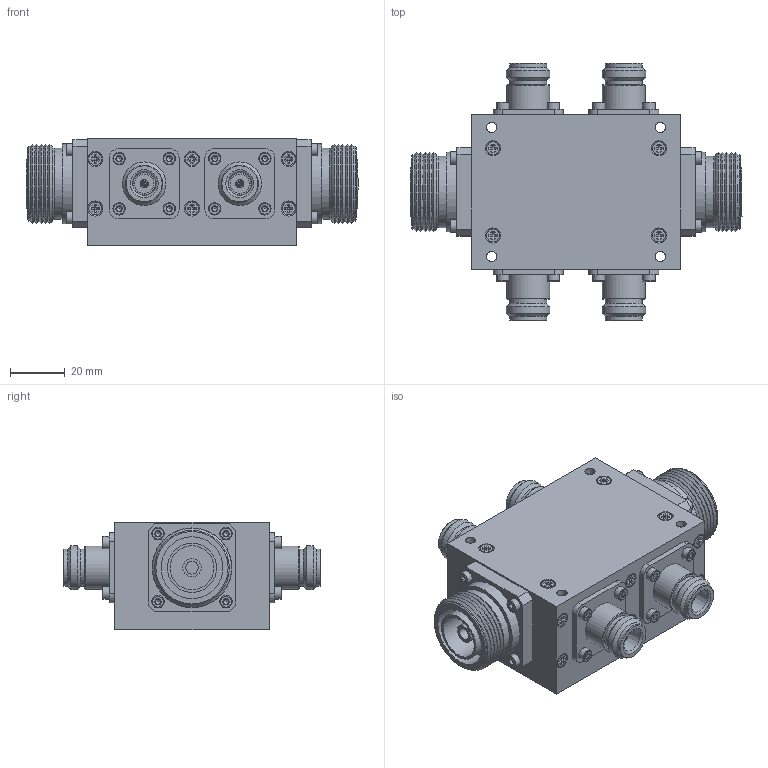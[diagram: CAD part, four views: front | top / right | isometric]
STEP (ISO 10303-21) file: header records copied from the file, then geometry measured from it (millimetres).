
FILE_DESCRIPTION(/* description */ ('Unknown'),/* implementation_level */ '2;1');
FILE_NAME(/* name */ 'DETI_MICROWAVE_DUAL_DIRECTIONAL_COUPLER_800210_STEP',/* time_stamp */ '2021-06-17T16:39:00+02:00',/* author */ ('ALG'),/* organization */ ('DETI'),/* preprocessor_version */ 'ST-DEVELOPER v16.7',/* originating_system */ 'Solid Edge',/* authorisation */ 'Unknown');
FILE_SCHEMA (('AUTOMOTIVE_DESIGN {1 0 10303 214 3 1 1}'));
Length unit declared in the file: millimetre
Products named in the file (1): 800210 1501A2
Bounding box: 120.8 x 93.7 x 39 mm (x, y, z)
Volume: 174450.8 mm3; surface area: 54292.7 mm2
Topology: 3 solids, 86 shells, 1722 faces, 4271 edges, 2791 vertices
Faces by surface type: plane 986, cone 342, cylinder 290, torus 104
Full cylindrical faces by diameter (mm): 1.221 x12, 1.415 x2, 1.6 x2, 2.013 x40, 2.4 x4, 2.5 x40, 2.7 x16, 3 x4, 3.03 x8, 3.3 x16, 3.5 x8, 3.7 x4, 4.5 x24, 4.6 x2, 4.7 x16, 6 x2, 6.7 x2, 7 x10, 10.5 x4, 13.5 x8, 14.6 x4, 15.75 x4, 15.84 x4, 16 x4, 17.9 x2, 22 x2, 22.55 x2, 26 x2, 27.2 x2, 28.8 x2
Entity records: 57738 total; most frequent: CARTESIAN_POINT 8541, DIRECTION 7586, ORIENTED_EDGE 6796, EDGE_CURVE 3398, AXIS2_PLACEMENT_3D 2769, VERTEX_POINT 2596, FACE_BOUND 2578, EDGE_LOOP 2492
